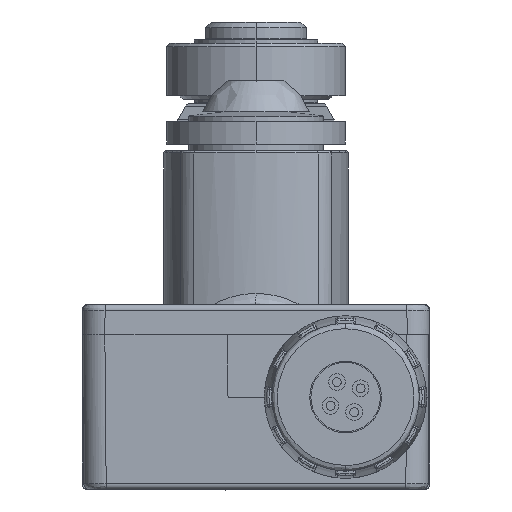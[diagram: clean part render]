
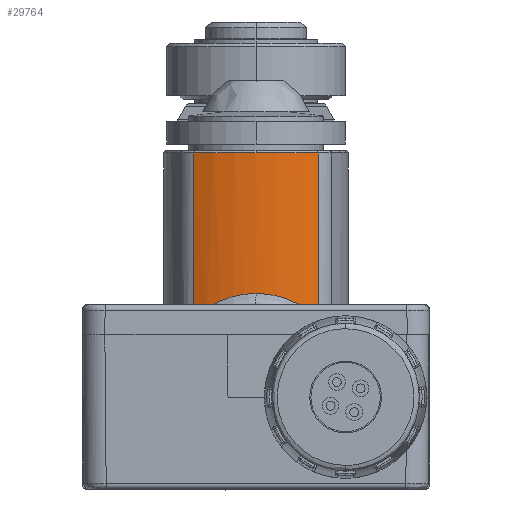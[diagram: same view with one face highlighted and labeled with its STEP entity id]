
A CAD part, front view. The second image highlights one B-rep face of the part: STEP entity #29764.
In plain terms, the highlighted cylindrical face has radius 13 mm (diameter 26 mm), a partial arc.
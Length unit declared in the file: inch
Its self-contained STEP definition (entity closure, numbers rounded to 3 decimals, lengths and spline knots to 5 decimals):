
#151 = ORIENTED_EDGE ( 'NONE', *, *, #11686, .T. ) ;
#1172 = CARTESIAN_POINT ( 'NONE',  ( 0.23158, 0.69084, 0.10372 ) ) ;
#1195 = CARTESIAN_POINT ( 'NONE',  ( 0.65124, 0.69844, 0.28261 ) ) ;
#1362 = EDGE_LOOP ( 'NONE', ( #9352, #25209, #151, #27313, #40712, #36223 ) ) ;
#1567 = CARTESIAN_POINT ( 'NONE',  ( 0.54148, 0.66122, 0.15598 ) ) ;
#2212 = CARTESIAN_POINT ( 'NONE',  ( 0.27634, 0.67411, 0.1339 ) ) ;
#2746 = CARTESIAN_POINT ( 'NONE',  ( 0.43307, 1.16142, 0.66929 ) ) ;
#2949 = DIRECTION ( 'NONE',  ( -1., 0., 0. ) ) ;
#3601 = CARTESIAN_POINT ( 'NONE',  ( 0.22309, 0.69457, 0.09672 ) ) ;
#4639 = CARTESIAN_POINT ( 'NONE',  ( 0.6173, 0.68351, 0.11727 ) ) ;
#4699 = CARTESIAN_POINT ( 'NONE',  ( 0.65124, 0.69843, 0.66929 ) ) ;
#4887 = CARTESIAN_POINT ( 'NONE',  ( 0.43307, 1.16142, -0.51378 ) ) ;
#5034 = LINE ( 'NONE', #18255, #26932 ) ;
#5069 = CARTESIAN_POINT ( 'NONE',  ( 0.43307, 0.64961, 0.1752 ) ) ;
#5279 = CARTESIAN_POINT ( 'NONE',  ( 0.32005, 0.66224, 0.15426 ) ) ;
#5552 = FACE_OUTER_BOUND ( 'NONE', #1362, .T. ) ;
#5710 = CARTESIAN_POINT ( 'NONE',  ( 0.35826, 0.65377, 0.16851 ) ) ;
#6501 = VERTEX_POINT ( 'NONE', #24378 ) ;
#7343 = B_SPLINE_CURVE_WITH_KNOTS ( 'NONE', 3,
 ( #5069, #32321, #35401, #28606, #41341, #24668, #38684, #18723, #24880, #1567, #32114, #18501, #41773, #38473, #7942, #25526, #18286, #31890, #34977, #4639, #18074, #11905 ),
 .UNSPECIFIED., .F., .F.,
 ( 4, 2, 2, 1, 1, 2, 2, 2, 1, 1, 2, 2, 4 ),
 ( 0., 0.25, 0.375, 0.4375, 0.46875, 0.48437, 0.5, 0.625, 0.6875, 0.71875, 0.73437, 0.75, 1. ),
 .UNSPECIFIED. ) ;
#7942 = CARTESIAN_POINT ( 'NONE',  ( 0.58304, 0.67203, 0.1375 ) ) ;
#8567 = EDGE_CURVE ( 'NONE', #12305, #6501, #22987, .T. ) ;
#9034 = CARTESIAN_POINT ( 'NONE',  ( 0.30597, 0.6656, 0.14857 ) ) ;
#9352 = ORIENTED_EDGE ( 'NONE', *, *, #17344, .T. ) ;
#9383 = VERTEX_POINT ( 'NONE', #18116 ) ;
#10528 = VERTEX_POINT ( 'NONE', #23431 ) ;
#11498 = DIRECTION ( 'NONE',  ( -1., 0., 0. ) ) ;
#11686 = EDGE_CURVE ( 'NONE', #6501, #43276, #31013, .T. ) ;
#11905 = CARTESIAN_POINT ( 'NONE',  ( 0.65124, 0.69844, 0.08927 ) ) ;
#12100 = CARTESIAN_POINT ( 'NONE',  ( 0.43307, 0.64961, 0.1752 ) ) ;
#12305 = VERTEX_POINT ( 'NONE', #26212 ) ;
#13475 = AXIS2_PLACEMENT_3D ( 'NONE', #2746, #36349, #2949 ) ;
#15632 = CARTESIAN_POINT ( 'NONE',  ( 0.28532, 0.6713, 0.13878 ) ) ;
#17344 = EDGE_CURVE ( 'NONE', #19827, #12305, #25977, .T. ) ;
#17885 = CARTESIAN_POINT ( 'NONE',  ( 0.39542, 0.64961, 0.1752 ) ) ;
#18074 = CARTESIAN_POINT ( 'NONE',  ( 0.63485, 0.69071, 0.10417 ) ) ;
#18116 = CARTESIAN_POINT ( 'NONE',  ( 0.2149, 0.69843, 0.08927 ) ) ;
#18255 = CARTESIAN_POINT ( 'NONE',  ( 0.2149, 0.69843, -0.51378 ) ) ;
#18286 = CARTESIAN_POINT ( 'NONE',  ( 0.59419, 0.67563, 0.13121 ) ) ;
#18501 = CARTESIAN_POINT ( 'NONE',  ( 0.5532, 0.66381, 0.15161 ) ) ;
#18562 = CARTESIAN_POINT ( 'NONE',  ( 0.65124, 0.69844, 0.08927 ) ) ;
#18723 = CARTESIAN_POINT ( 'NONE',  ( 0.53587, 0.66003, 0.15798 ) ) ;
#18974 = DIRECTION ( 'NONE',  ( 0., 0., -1. ) ) ;
#19629 = EDGE_CURVE ( 'NONE', #43276, #9383, #5034, .T. ) ;
#19827 = VERTEX_POINT ( 'NONE', #40801 ) ;
#20662 = AXIS2_PLACEMENT_3D ( 'NONE', #4887, #18974, #11498 ) ;
#21427 = CARTESIAN_POINT ( 'NONE',  ( 0.65124, 0.69844, 0.47595 ) ) ;
#22435 = CARTESIAN_POINT ( 'NONE',  ( 0.24474, 0.68549, 0.11355 ) ) ;
#22651 = CARTESIAN_POINT ( 'NONE',  ( 0.26288, 0.67873, 0.12572 ) ) ;
#22987 = CIRCLE ( 'NONE', #35569, 0.51181 ) ;
#23431 = CARTESIAN_POINT ( 'NONE',  ( 0.43307, 0.64961, 0.1752 ) ) ;
#24378 = CARTESIAN_POINT ( 'NONE',  ( 0.43307, 0.64961, 0.66929 ) ) ;
#24634 = DIRECTION ( 'NONE',  ( 0., 0., -1. ) ) ;
#24668 = CARTESIAN_POINT ( 'NONE',  ( 0.52116, 0.65722, 0.16267 ) ) ;
#24880 = CARTESIAN_POINT ( 'NONE',  ( 0.53924, 0.66074, 0.15679 ) ) ;
#25209 = ORIENTED_EDGE ( 'NONE', *, *, #8567, .T. ) ;
#25506 = CARTESIAN_POINT ( 'NONE',  ( 0.25942, 0.67996, 0.12353 ) ) ;
#25526 = CARTESIAN_POINT ( 'NONE',  ( 0.59086, 0.67453, 0.13314 ) ) ;
#25634 = B_SPLINE_CURVE_WITH_KNOTS ( 'NONE', 3,
 ( #33692, #3601, #1172, #22435, #32302, #25506, #22651, #31273, #36272, #2212, #15632, #29462, #9034, #35822, #32749, #5279, #39118, #5710, #17885, #12100 ),
 .UNSPECIFIED., .F., .F.,
 ( 4, 2, 1, 1, 2, 2, 2, 1, 1, 2, 2, 4 ),
 ( 0., 0.125, 0.1875, 0.21875, 0.23438, 0.25, 0.375, 0.4375, 0.46875, 0.48438, 0.5, 1. ),
 .UNSPECIFIED. ) ;
#25977 = B_SPLINE_CURVE_WITH_KNOTS ( 'NONE', 3,
 ( #18562, #1195, #21427, #4699 ),
 .UNSPECIFIED., .F., .F.,
 ( 4, 4 ),
 ( 0., 1. ),
 .UNSPECIFIED. ) ;
#26212 = CARTESIAN_POINT ( 'NONE',  ( 0.65124, 0.69843, 0.66929 ) ) ;
#26932 = VECTOR ( 'NONE', #24634, 39.37008 ) ;
#27313 = ORIENTED_EDGE ( 'NONE', *, *, #19629, .T. ) ;
#28606 = CARTESIAN_POINT ( 'NONE',  ( 0.49831, 0.6537, 0.16851 ) ) ;
#29462 = CARTESIAN_POINT ( 'NONE',  ( 0.29904, 0.66744, 0.14542 ) ) ;
#29764 = ADVANCED_FACE ( 'NONE', ( #5552 ), #41586, .T. ) ;
#31013 = CIRCLE ( 'NONE', #13475, 0.51181 ) ;
#31273 = CARTESIAN_POINT ( 'NONE',  ( 0.2652, 0.67792, 0.12716 ) ) ;
#31890 = CARTESIAN_POINT ( 'NONE',  ( 0.5964, 0.67637, 0.1299 ) ) ;
#32114 = CARTESIAN_POINT ( 'NONE',  ( 0.54254, 0.66145, 0.15559 ) ) ;
#32302 = CARTESIAN_POINT ( 'NONE',  ( 0.25142, 0.68288, 0.11829 ) ) ;
#32321 = CARTESIAN_POINT ( 'NONE',  ( 0.45189, 0.64961, 0.1752 ) ) ;
#32417 = CARTESIAN_POINT ( 'NONE',  ( 0.43307, 1.16142, 0.66929 ) ) ;
#32749 = CARTESIAN_POINT ( 'NONE',  ( 0.31769, 0.66278, 0.15335 ) ) ;
#33692 = CARTESIAN_POINT ( 'NONE',  ( 0.2149, 0.69843, 0.08927 ) ) ;
#34977 = CARTESIAN_POINT ( 'NONE',  ( 0.59744, 0.67672, 0.12929 ) ) ;
#35274 = DIRECTION ( 'NONE',  ( -1., 0., 0. ) ) ;
#35401 = CARTESIAN_POINT ( 'NONE',  ( 0.4706, 0.65065, 0.17353 ) ) ;
#35569 = AXIS2_PLACEMENT_3D ( 'NONE', #32417, #41868, #35274 ) ;
#35822 = CARTESIAN_POINT ( 'NONE',  ( 0.31416, 0.6636, 0.15196 ) ) ;
#36223 = ORIENTED_EDGE ( 'NONE', *, *, #43228, .T. ) ;
#36272 = CARTESIAN_POINT ( 'NONE',  ( 0.26644, 0.67749, 0.12791 ) ) ;
#36349 = DIRECTION ( 'NONE',  ( 0., 0., -1. ) ) ;
#36361 = EDGE_CURVE ( 'NONE', #9383, #10528, #25634, .T. ) ;
#38036 = CARTESIAN_POINT ( 'NONE',  ( 0.2149, 0.69843, 0.66929 ) ) ;
#38473 = CARTESIAN_POINT ( 'NONE',  ( 0.57625, 0.67002, 0.14099 ) ) ;
#38684 = CARTESIAN_POINT ( 'NONE',  ( 0.52797, 0.65844, 0.16063 ) ) ;
#39118 = CARTESIAN_POINT ( 'NONE',  ( 0.3213, 0.66196, 0.15473 ) ) ;
#40712 = ORIENTED_EDGE ( 'NONE', *, *, #36361, .T. ) ;
#40801 = CARTESIAN_POINT ( 'NONE',  ( 0.65124, 0.69844, 0.08927 ) ) ;
#41341 = CARTESIAN_POINT ( 'NONE',  ( 0.5075, 0.65496, 0.16643 ) ) ;
#41586 = CYLINDRICAL_SURFACE ( 'NONE', #20662, 0.51181 ) ;
#41773 = CARTESIAN_POINT ( 'NONE',  ( 0.56252, 0.66616, 0.14763 ) ) ;
#41868 = DIRECTION ( 'NONE',  ( 0., 0., -1. ) ) ;
#43228 = EDGE_CURVE ( 'NONE', #10528, #19827, #7343, .T. ) ;
#43276 = VERTEX_POINT ( 'NONE', #38036 ) ;
